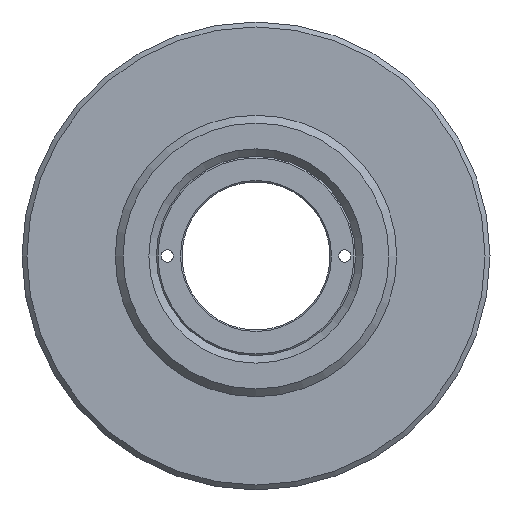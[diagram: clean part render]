
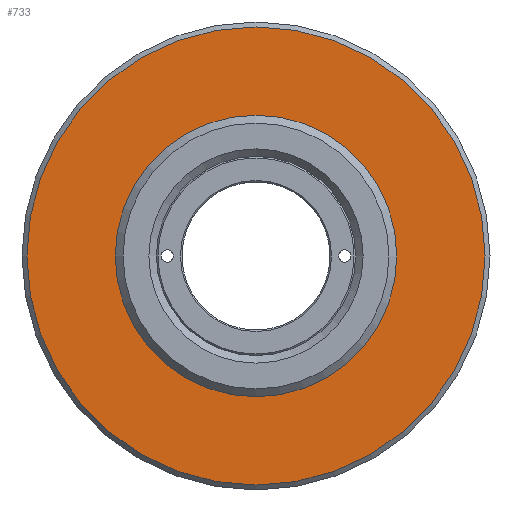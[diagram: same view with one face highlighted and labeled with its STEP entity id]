
A CAD part, front view. The second image highlights one B-rep face of the part: STEP entity #733.
In plain terms, the highlighted planar face has unit normal (0, -1, 0).
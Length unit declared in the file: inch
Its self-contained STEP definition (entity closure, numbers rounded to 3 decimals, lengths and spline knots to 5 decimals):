
#699=CARTESIAN_POINT('',(-0.675,0.06232,0.0));
#700=VERTEX_POINT('',#699);
#701=CARTESIAN_POINT('',(0.0,0.06232,0.0));
#702=DIRECTION('',(0.0,1.0,0.0));
#703=DIRECTION('',(-1.0,0.0,0.0));
#704=AXIS2_PLACEMENT_3D('',#701,#702,#703);
#705=CIRCLE('',#704,0.675);
#706=EDGE_CURVE('',#700,#700,#705,.T.);
#714=CARTESIAN_POINT('',(-0.92,0.06232,0.0));
#715=DIRECTION('',(0.0,-1.0,0.0));
#716=DIRECTION('',(0.0,0.0,1.0));
#717=AXIS2_PLACEMENT_3D('',#714,#715,#716);
#718=PLANE('',#717);
#719=CARTESIAN_POINT('',(-1.165,0.06232,0.0));
#720=VERTEX_POINT('',#719);
#721=CARTESIAN_POINT('',(0.0,0.06232,0.0));
#722=DIRECTION('',(0.0,1.0,0.0));
#723=DIRECTION('',(-1.0,0.0,0.0));
#724=AXIS2_PLACEMENT_3D('',#721,#722,#723);
#725=CIRCLE('',#724,1.165);
#726=EDGE_CURVE('',#720,#720,#725,.T.);
#727=ORIENTED_EDGE('',*,*,#726,.F.);
#728=EDGE_LOOP('',(#727));
#729=FACE_OUTER_BOUND('',#728,.T.);
#730=ORIENTED_EDGE('',*,*,#706,.T.);
#731=EDGE_LOOP('',(#730));
#732=FACE_BOUND('',#731,.T.);
#733=ADVANCED_FACE('',(#729,#732),#718,.T.);
